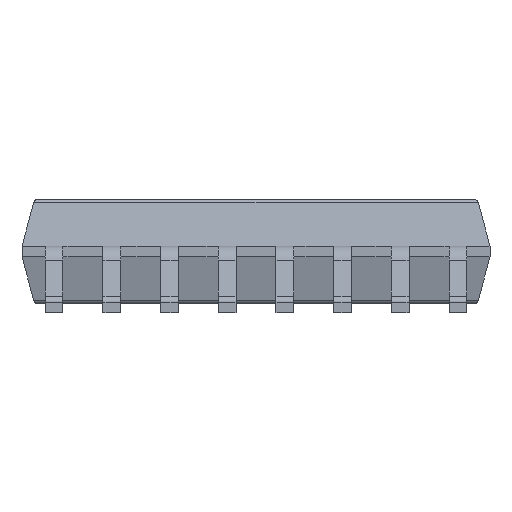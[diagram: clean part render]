
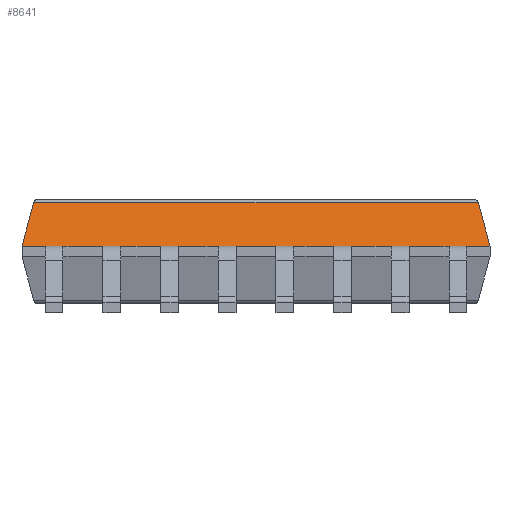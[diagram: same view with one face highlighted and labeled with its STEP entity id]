
A CAD part, left-side view. The second image highlights one B-rep face of the part: STEP entity #8641.
In plain terms, the highlighted face is planar.
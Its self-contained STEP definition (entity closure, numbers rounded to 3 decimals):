
#358=LINE('',#13637,#985);
#419=LINE('',#13757,#1046);
#420=LINE('',#13759,#1047);
#421=LINE('',#13761,#1048);
#422=LINE('',#13763,#1049);
#423=LINE('',#13765,#1050);
#424=LINE('',#13767,#1051);
#425=LINE('',#13769,#1052);
#426=LINE('',#13771,#1053);
#427=LINE('',#13773,#1054);
#428=LINE('',#13775,#1055);
#429=LINE('',#13777,#1056);
#430=LINE('',#13779,#1057);
#431=LINE('',#13781,#1058);
#432=LINE('',#13783,#1059);
#433=LINE('',#13785,#1060);
#434=LINE('',#13787,#1061);
#435=LINE('',#13789,#1062);
#436=LINE('',#13791,#1063);
#437=LINE('',#13793,#1064);
#985=VECTOR('',#9670,1000.);
#1046=VECTOR('',#9741,1000.);
#1047=VECTOR('',#9742,1000.);
#1048=VECTOR('',#9743,1000.);
#1049=VECTOR('',#9744,1000.);
#1050=VECTOR('',#9745,1000.);
#1051=VECTOR('',#9746,1000.);
#1052=VECTOR('',#9747,1000.);
#1053=VECTOR('',#9748,1000.);
#1054=VECTOR('',#9749,1000.);
#1055=VECTOR('',#9750,1000.);
#1056=VECTOR('',#9751,1000.);
#1057=VECTOR('',#9752,1000.);
#1058=VECTOR('',#9753,1000.);
#1059=VECTOR('',#9754,1000.);
#1060=VECTOR('',#9755,1000.);
#1061=VECTOR('',#9756,1000.);
#1062=VECTOR('',#9757,1000.);
#1063=VECTOR('',#9758,1000.);
#1064=VECTOR('',#9759,1000.);
#2035=ORIENTED_EDGE('',*,*,#3694,.T.);
#2036=ORIENTED_EDGE('',*,*,#3633,.T.);
#2037=ORIENTED_EDGE('',*,*,#3695,.T.);
#2038=ORIENTED_EDGE('',*,*,#3696,.F.);
#2039=ORIENTED_EDGE('',*,*,#3697,.F.);
#2040=ORIENTED_EDGE('',*,*,#3698,.F.);
#2041=ORIENTED_EDGE('',*,*,#3699,.F.);
#2042=ORIENTED_EDGE('',*,*,#3700,.F.);
#2043=ORIENTED_EDGE('',*,*,#3701,.F.);
#2044=ORIENTED_EDGE('',*,*,#3702,.F.);
#2045=ORIENTED_EDGE('',*,*,#3703,.F.);
#2046=ORIENTED_EDGE('',*,*,#3704,.F.);
#2047=ORIENTED_EDGE('',*,*,#3705,.F.);
#2048=ORIENTED_EDGE('',*,*,#3706,.F.);
#2049=ORIENTED_EDGE('',*,*,#3707,.F.);
#2050=ORIENTED_EDGE('',*,*,#3708,.F.);
#2051=ORIENTED_EDGE('',*,*,#3709,.F.);
#2052=ORIENTED_EDGE('',*,*,#3710,.F.);
#2053=ORIENTED_EDGE('',*,*,#3711,.F.);
#2054=ORIENTED_EDGE('',*,*,#3712,.F.);
#3633=EDGE_CURVE('',#4459,#4464,#358,.T.);
#3694=EDGE_CURVE('',#4520,#4459,#419,.T.);
#3695=EDGE_CURVE('',#4464,#4521,#420,.T.);
#3696=EDGE_CURVE('',#4522,#4521,#421,.T.);
#3697=EDGE_CURVE('',#4523,#4522,#422,.T.);
#3698=EDGE_CURVE('',#4524,#4523,#423,.T.);
#3699=EDGE_CURVE('',#4525,#4524,#424,.T.);
#3700=EDGE_CURVE('',#4526,#4525,#425,.T.);
#3701=EDGE_CURVE('',#4527,#4526,#426,.T.);
#3702=EDGE_CURVE('',#4528,#4527,#427,.T.);
#3703=EDGE_CURVE('',#4529,#4528,#428,.T.);
#3704=EDGE_CURVE('',#4530,#4529,#429,.T.);
#3705=EDGE_CURVE('',#4531,#4530,#430,.T.);
#3706=EDGE_CURVE('',#4532,#4531,#431,.T.);
#3707=EDGE_CURVE('',#4533,#4532,#432,.T.);
#3708=EDGE_CURVE('',#4534,#4533,#433,.T.);
#3709=EDGE_CURVE('',#4535,#4534,#434,.T.);
#3710=EDGE_CURVE('',#4536,#4535,#435,.T.);
#3711=EDGE_CURVE('',#4537,#4536,#436,.T.);
#3712=EDGE_CURVE('',#4520,#4537,#437,.T.);
#4459=VERTEX_POINT('',#13621);
#4464=VERTEX_POINT('',#13635);
#4520=VERTEX_POINT('',#13758);
#4521=VERTEX_POINT('',#13760);
#4522=VERTEX_POINT('',#13762);
#4523=VERTEX_POINT('',#13764);
#4524=VERTEX_POINT('',#13766);
#4525=VERTEX_POINT('',#13768);
#4526=VERTEX_POINT('',#13770);
#4527=VERTEX_POINT('',#13772);
#4528=VERTEX_POINT('',#13774);
#4529=VERTEX_POINT('',#13776);
#4530=VERTEX_POINT('',#13778);
#4531=VERTEX_POINT('',#13780);
#4532=VERTEX_POINT('',#13782);
#4533=VERTEX_POINT('',#13784);
#4534=VERTEX_POINT('',#13786);
#4535=VERTEX_POINT('',#13788);
#4536=VERTEX_POINT('',#13790);
#4537=VERTEX_POINT('',#13792);
#5137=EDGE_LOOP('',(#2035,#2036,#2037,#2038,#2039,#2040,#2041,#2042,#2043,
#2044,#2045,#2046,#2047,#2048,#2049,#2050,#2051,#2052,#2053,#2054));
#5522=FACE_BOUND('',#5137,.T.);
#5862=PLANE('',#8985);
#8641=ADVANCED_FACE('',(#5522),#5862,.T.);
#8985=AXIS2_PLACEMENT_3D('',#13756,#9739,#9740);
#9670=DIRECTION('',(-1.,0.,0.));
#9739=DIRECTION('',(0.,-0.966,0.259));
#9740=DIRECTION('',(0.,-0.259,-0.966));
#9741=DIRECTION('',(-0.251,0.251,0.935));
#9742=DIRECTION('',(-0.251,-0.251,-0.935));
#9743=DIRECTION('',(-1.,0.,0.));
#9744=DIRECTION('',(-1.,0.,0.));
#9745=DIRECTION('',(-1.,0.,0.));
#9746=DIRECTION('',(-1.,0.,0.));
#9747=DIRECTION('',(-1.,0.,0.));
#9748=DIRECTION('',(-1.,0.,0.));
#9749=DIRECTION('',(-1.,0.,0.));
#9750=DIRECTION('',(-1.,0.,0.));
#9751=DIRECTION('',(-1.,0.,0.));
#9752=DIRECTION('',(-1.,0.,0.));
#9753=DIRECTION('',(-1.,0.,0.));
#9754=DIRECTION('',(-1.,0.,0.));
#9755=DIRECTION('',(-1.,0.,0.));
#9756=DIRECTION('',(-1.,0.,0.));
#9757=DIRECTION('',(-1.,0.,0.));
#9758=DIRECTION('',(-1.,0.,0.));
#9759=DIRECTION('',(-1.,0.,0.));
#13621=CARTESIAN_POINT('',(4.893,-3.493,2.426));
#13635=CARTESIAN_POINT('',(-4.893,-3.493,2.426));
#13637=CARTESIAN_POINT('',(-4.873,-3.493,2.426));
#13756=CARTESIAN_POINT('',(5.15,-3.75,1.465));
#13757=CARTESIAN_POINT('',(5.15,-3.75,1.465));
#13758=CARTESIAN_POINT('',(5.15,-3.75,1.465));
#13759=CARTESIAN_POINT('',(-5.15,-3.75,1.465));
#13760=CARTESIAN_POINT('',(-5.15,-3.75,1.465));
#13761=CARTESIAN_POINT('',(5.15,-3.75,1.465));
#13762=CARTESIAN_POINT('',(-4.64,-3.75,1.465));
#13763=CARTESIAN_POINT('',(5.15,-3.75,1.465));
#13764=CARTESIAN_POINT('',(-4.25,-3.75,1.465));
#13765=CARTESIAN_POINT('',(5.15,-3.75,1.465));
#13766=CARTESIAN_POINT('',(-3.37,-3.75,1.465));
#13767=CARTESIAN_POINT('',(5.15,-3.75,1.465));
#13768=CARTESIAN_POINT('',(-2.98,-3.75,1.465));
#13769=CARTESIAN_POINT('',(5.15,-3.75,1.465));
#13770=CARTESIAN_POINT('',(-2.1,-3.75,1.465));
#13771=CARTESIAN_POINT('',(5.15,-3.75,1.465));
#13772=CARTESIAN_POINT('',(-1.71,-3.75,1.465));
#13773=CARTESIAN_POINT('',(5.15,-3.75,1.465));
#13774=CARTESIAN_POINT('',(-0.83,-3.75,1.465));
#13775=CARTESIAN_POINT('',(5.15,-3.75,1.465));
#13776=CARTESIAN_POINT('',(-0.44,-3.75,1.465));
#13777=CARTESIAN_POINT('',(5.15,-3.75,1.465));
#13778=CARTESIAN_POINT('',(0.44,-3.75,1.465));
#13779=CARTESIAN_POINT('',(5.15,-3.75,1.465));
#13780=CARTESIAN_POINT('',(0.83,-3.75,1.465));
#13781=CARTESIAN_POINT('',(5.15,-3.75,1.465));
#13782=CARTESIAN_POINT('',(1.71,-3.75,1.465));
#13783=CARTESIAN_POINT('',(5.15,-3.75,1.465));
#13784=CARTESIAN_POINT('',(2.1,-3.75,1.465));
#13785=CARTESIAN_POINT('',(5.15,-3.75,1.465));
#13786=CARTESIAN_POINT('',(2.98,-3.75,1.465));
#13787=CARTESIAN_POINT('',(5.15,-3.75,1.465));
#13788=CARTESIAN_POINT('',(3.37,-3.75,1.465));
#13789=CARTESIAN_POINT('',(5.15,-3.75,1.465));
#13790=CARTESIAN_POINT('',(4.25,-3.75,1.465));
#13791=CARTESIAN_POINT('',(5.15,-3.75,1.465));
#13792=CARTESIAN_POINT('',(4.64,-3.75,1.465));
#13793=CARTESIAN_POINT('',(5.15,-3.75,1.465));
